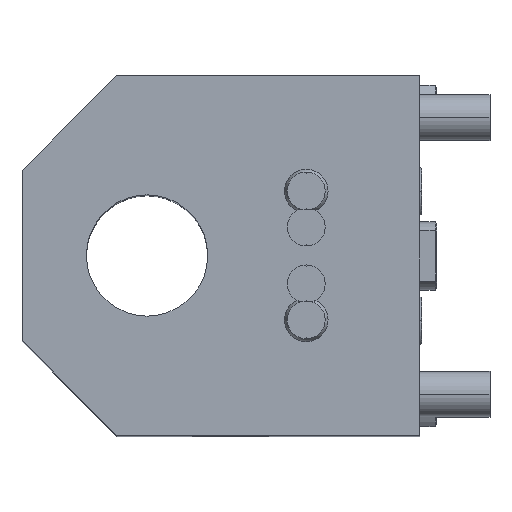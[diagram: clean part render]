
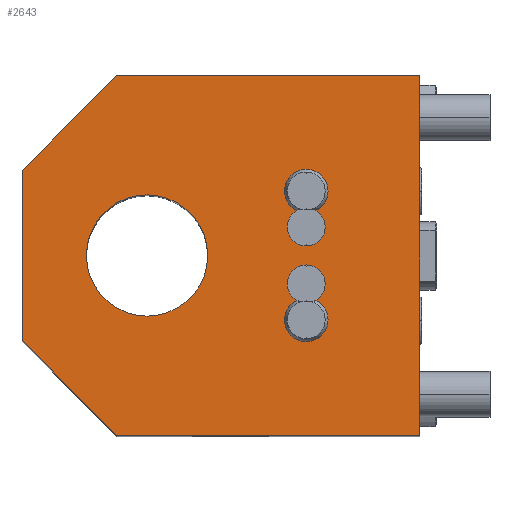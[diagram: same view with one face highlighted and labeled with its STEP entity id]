
A CAD part, top view. The second image highlights one B-rep face of the part: STEP entity #2643.
In plain terms, the highlighted planar face has unit normal (0, 0, 1).
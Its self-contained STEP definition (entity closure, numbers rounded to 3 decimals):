
#419=DIRECTION('',(0.707,0.707,0.));
#420=VECTOR('',#419,35.355);
#421=CARTESIAN_POINT('',(-105.,22.5,77.));
#422=LINE('',#421,#420);
#423=DIRECTION('',(-1.,0.,0.));
#424=VECTOR('',#423,80.);
#425=CARTESIAN_POINT('',(0.,47.5,77.));
#426=LINE('',#425,#424);
#427=DIRECTION('',(0.,1.,0.));
#428=VECTOR('',#427,95.);
#429=CARTESIAN_POINT('',(0.,-47.5,77.));
#430=LINE('',#429,#428);
#431=DIRECTION('',(1.,0.,0.));
#432=VECTOR('',#431,80.);
#433=CARTESIAN_POINT('',(-80.,-47.5,77.));
#434=LINE('',#433,#432);
#435=DIRECTION('',(-0.707,0.707,0.));
#436=VECTOR('',#435,35.355);
#437=CARTESIAN_POINT('',(-80.,-47.5,77.));
#438=LINE('',#437,#436);
#439=DIRECTION('',(0.,-1.,0.));
#440=VECTOR('',#439,45.);
#441=CARTESIAN_POINT('',(-105.,22.5,77.));
#442=LINE('',#441,#440);
#443=CARTESIAN_POINT('',(-72.,0.,77.));
#444=DIRECTION('',(0.,0.,1.));
#445=DIRECTION('',(1.,0.,0.));
#446=AXIS2_PLACEMENT_3D('',#443,#444,#445);
#448=CARTESIAN_POINT('',(-72.,0.,77.));
#449=DIRECTION('',(0.,0.,1.));
#450=DIRECTION('',(-1.,0.,0.));
#451=AXIS2_PLACEMENT_3D('',#448,#449,#450);
#453=CARTESIAN_POINT('',(-30.,17.,77.));
#454=DIRECTION('',(0.,0.,1.));
#455=DIRECTION('',(0.,1.,0.));
#456=AXIS2_PLACEMENT_3D('',#453,#454,#455);
#458=CARTESIAN_POINT('',(-30.,17.,77.));
#459=DIRECTION('',(0.,0.,1.));
#460=DIRECTION('',(0.,-1.,0.));
#461=AXIS2_PLACEMENT_3D('',#458,#459,#460);
#463=CARTESIAN_POINT('',(-30.,-17.,77.));
#464=DIRECTION('',(0.,0.,1.));
#465=DIRECTION('',(0.,1.,0.));
#466=AXIS2_PLACEMENT_3D('',#463,#464,#465);
#468=CARTESIAN_POINT('',(-30.,-17.,77.));
#469=DIRECTION('',(0.,0.,1.));
#470=DIRECTION('',(0.,-1.,0.));
#471=AXIS2_PLACEMENT_3D('',#468,#469,#470);
#473=CARTESIAN_POINT('',(-30.,7.5,77.));
#474=DIRECTION('',(0.,0.,-1.));
#475=DIRECTION('',(0.,1.,0.));
#476=AXIS2_PLACEMENT_3D('',#473,#474,#475);
#478=CARTESIAN_POINT('',(-30.,7.5,77.));
#479=DIRECTION('',(0.,0.,-1.));
#480=DIRECTION('',(0.,-1.,0.));
#481=AXIS2_PLACEMENT_3D('',#478,#479,#480);
#483=CARTESIAN_POINT('',(-30.,-7.5,77.));
#484=DIRECTION('',(0.,0.,-1.));
#485=DIRECTION('',(0.,1.,0.));
#486=AXIS2_PLACEMENT_3D('',#483,#484,#485);
#488=CARTESIAN_POINT('',(-30.,-7.5,77.));
#489=DIRECTION('',(0.,0.,-1.));
#490=DIRECTION('',(0.,-1.,0.));
#491=AXIS2_PLACEMENT_3D('',#488,#489,#490);
#1803=CARTESIAN_POINT('',(0.,-47.5,77.));
#1804=CARTESIAN_POINT('',(0.,47.5,77.));
#1805=VERTEX_POINT('',#1803);
#1806=VERTEX_POINT('',#1804);
#1811=CARTESIAN_POINT('',(-105.,22.5,77.));
#1812=CARTESIAN_POINT('',(-80.,47.5,77.));
#1813=VERTEX_POINT('',#1811);
#1814=VERTEX_POINT('',#1812);
#1817=CARTESIAN_POINT('',(-80.,-47.5,77.));
#1818=VERTEX_POINT('',#1817);
#1821=CARTESIAN_POINT('',(-105.,-22.5,77.));
#1822=VERTEX_POINT('',#1821);
#1827=CARTESIAN_POINT('',(-56.,0.,77.));
#1828=CARTESIAN_POINT('',(-88.,0.,77.));
#1829=VERTEX_POINT('',#1827);
#1830=VERTEX_POINT('',#1828);
#1883=CARTESIAN_POINT('',(-30.,22.754,77.));
#1884=CARTESIAN_POINT('',(-30.,11.246,77.));
#1885=VERTEX_POINT('',#1883);
#1886=VERTEX_POINT('',#1884);
#1891=CARTESIAN_POINT('',(-30.,-11.246,77.));
#1892=CARTESIAN_POINT('',(-30.,-22.754,77.));
#1893=VERTEX_POINT('',#1891);
#1894=VERTEX_POINT('',#1892);
#1907=CARTESIAN_POINT('',(-30.,10.,77.));
#1908=CARTESIAN_POINT('',(-30.,5.,77.));
#1909=VERTEX_POINT('',#1907);
#1910=VERTEX_POINT('',#1908);
#1923=CARTESIAN_POINT('',(-30.,-5.,77.));
#1924=CARTESIAN_POINT('',(-30.,-10.,77.));
#1925=VERTEX_POINT('',#1923);
#1926=VERTEX_POINT('',#1924);
#2600=CARTESIAN_POINT('',(0.,0.,77.));
#2601=DIRECTION('',(0.,0.,1.));
#2602=DIRECTION('',(0.,1.,0.));
#2603=AXIS2_PLACEMENT_3D('',#2600,#2601,#2602);
#2604=PLANE('',#2603);
#2605=ORIENTED_EDGE('',*,*,#2348,.T.);
#2606=ORIENTED_EDGE('',*,*,#2364,.F.);
#2607=ORIENTED_EDGE('',*,*,#2427,.F.);
#2608=ORIENTED_EDGE('',*,*,#2517,.F.);
#2609=ORIENTED_EDGE('',*,*,#2581,.T.);
#2610=ORIENTED_EDGE('',*,*,#2593,.F.);
#2611=EDGE_LOOP('',(#2605,#2606,#2607,#2608,#2609,#2610));
#2612=FACE_OUTER_BOUND('',#2611,.F.);
#2614=ORIENTED_EDGE('',*,*,#2613,.T.);
#2616=ORIENTED_EDGE('',*,*,#2615,.T.);
#2617=EDGE_LOOP('',(#2614,#2616));
#2618=FACE_BOUND('',#2617,.F.);
#2620=ORIENTED_EDGE('',*,*,#2619,.T.);
#2622=ORIENTED_EDGE('',*,*,#2621,.T.);
#2623=EDGE_LOOP('',(#2620,#2622));
#2624=FACE_BOUND('',#2623,.F.);
#2626=ORIENTED_EDGE('',*,*,#2625,.T.);
#2628=ORIENTED_EDGE('',*,*,#2627,.T.);
#2629=EDGE_LOOP('',(#2626,#2628));
#2630=FACE_BOUND('',#2629,.F.);
#2632=ORIENTED_EDGE('',*,*,#2631,.F.);
#2634=ORIENTED_EDGE('',*,*,#2633,.F.);
#2635=EDGE_LOOP('',(#2632,#2634));
#2636=FACE_BOUND('',#2635,.F.);
#2638=ORIENTED_EDGE('',*,*,#2637,.F.);
#2640=ORIENTED_EDGE('',*,*,#2639,.F.);
#2641=EDGE_LOOP('',(#2638,#2640));
#2642=FACE_BOUND('',#2641,.F.);
#2643=ADVANCED_FACE('',(#2612,#2618,#2624,#2630,#2636,#2642),#2604,.T.);
#447=CIRCLE('',#446,16.);
#452=CIRCLE('',#451,16.);
#457=CIRCLE('',#456,5.754);
#462=CIRCLE('',#461,5.754);
#467=CIRCLE('',#466,5.754);
#472=CIRCLE('',#471,5.754);
#477=CIRCLE('',#476,2.5);
#482=CIRCLE('',#481,2.5);
#487=CIRCLE('',#486,2.5);
#492=CIRCLE('',#491,2.5);
#2348=EDGE_CURVE('',#1813,#1814,#422,.T.);
#2364=EDGE_CURVE('',#1806,#1814,#426,.T.);
#2427=EDGE_CURVE('',#1805,#1806,#430,.T.);
#2517=EDGE_CURVE('',#1818,#1805,#434,.T.);
#2581=EDGE_CURVE('',#1818,#1822,#438,.T.);
#2593=EDGE_CURVE('',#1813,#1822,#442,.T.);
#2613=EDGE_CURVE('',#1829,#1830,#447,.T.);
#2615=EDGE_CURVE('',#1830,#1829,#452,.T.);
#2619=EDGE_CURVE('',#1885,#1886,#457,.T.);
#2621=EDGE_CURVE('',#1886,#1885,#462,.T.);
#2625=EDGE_CURVE('',#1893,#1894,#467,.T.);
#2627=EDGE_CURVE('',#1894,#1893,#472,.T.);
#2631=EDGE_CURVE('',#1909,#1910,#477,.T.);
#2633=EDGE_CURVE('',#1910,#1909,#482,.T.);
#2637=EDGE_CURVE('',#1925,#1926,#487,.T.);
#2639=EDGE_CURVE('',#1926,#1925,#492,.T.);
